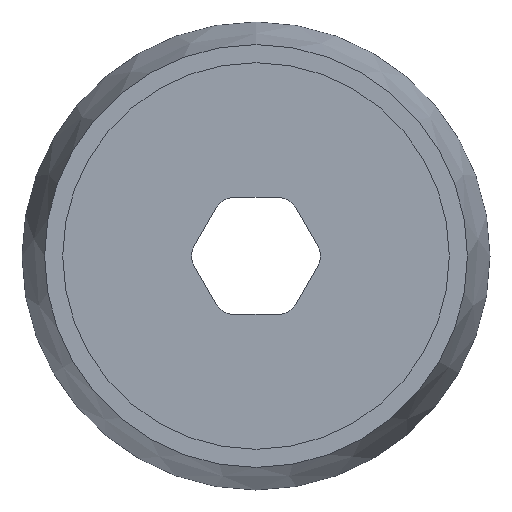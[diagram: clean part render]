
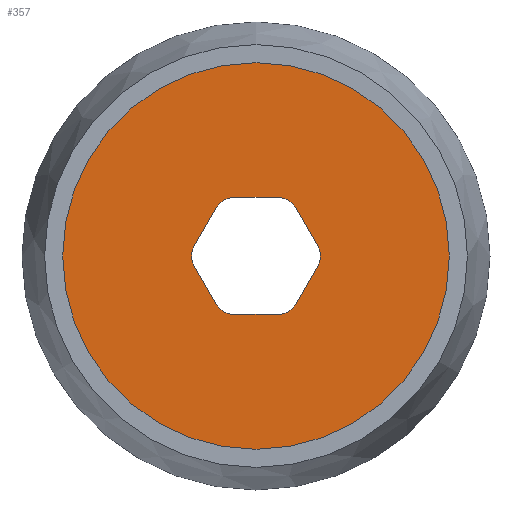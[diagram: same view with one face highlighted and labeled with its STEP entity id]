
A CAD part, left-side view. The second image highlights one B-rep face of the part: STEP entity #357.
In plain terms, the highlighted planar face has unit normal (-1, 0, 0).
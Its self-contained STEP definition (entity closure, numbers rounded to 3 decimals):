
#17=FACE_BOUND('',#74,.T.);
#30=PLANE('',#419);
#50=FACE_OUTER_BOUND('',#73,.T.);
#73=EDGE_LOOP('',(#300));
#74=EDGE_LOOP('',(#301,#302,#303,#304,#305,#306,#307,#308,#309,#310,#311,
#312));
#84=LINE('',#552,#112);
#88=LINE('',#564,#116);
#92=LINE('',#576,#120);
#95=LINE('',#587,#123);
#99=LINE('',#599,#127);
#102=LINE('',#608,#130);
#112=VECTOR('',#439,10.);
#116=VECTOR('',#451,10.);
#120=VECTOR('',#463,10.);
#123=VECTOR('',#474,10.);
#127=VECTOR('',#486,10.);
#130=VECTOR('',#497,10.);
#137=CIRCLE('',#386,2.);
#139=CIRCLE('',#390,2.);
#141=CIRCLE('',#394,2.);
#143=CIRCLE('',#398,2.);
#145=CIRCLE('',#402,2.);
#146=CIRCLE('',#405,2.);
#153=CIRCLE('',#418,19.);
#158=VERTEX_POINT('',#542);
#159=VERTEX_POINT('',#544);
#161=VERTEX_POINT('',#550);
#163=VERTEX_POINT('',#556);
#165=VERTEX_POINT('',#562);
#167=VERTEX_POINT('',#568);
#169=VERTEX_POINT('',#574);
#172=VERTEX_POINT('',#581);
#173=VERTEX_POINT('',#583);
#176=VERTEX_POINT('',#593);
#177=VERTEX_POINT('',#595);
#178=VERTEX_POINT('',#602);
#185=VERTEX_POINT('',#627);
#190=EDGE_CURVE('',#158,#159,#137,.T.);
#194=EDGE_CURVE('',#158,#161,#84,.T.);
#197=EDGE_CURVE('',#163,#161,#139,.T.);
#200=EDGE_CURVE('',#163,#165,#88,.T.);
#203=EDGE_CURVE('',#167,#165,#141,.T.);
#206=EDGE_CURVE('',#167,#169,#92,.T.);
#209=EDGE_CURVE('',#172,#173,#143,.T.);
#211=EDGE_CURVE('',#172,#159,#95,.T.);
#215=EDGE_CURVE('',#176,#177,#145,.T.);
#217=EDGE_CURVE('',#176,#173,#99,.T.);
#219=EDGE_CURVE('',#178,#169,#146,.T.);
#222=EDGE_CURVE('',#178,#177,#102,.T.);
#232=EDGE_CURVE('',#185,#185,#153,.T.);
#300=ORIENTED_EDGE('',*,*,#232,.T.);
#301=ORIENTED_EDGE('',*,*,#222,.T.);
#302=ORIENTED_EDGE('',*,*,#215,.F.);
#303=ORIENTED_EDGE('',*,*,#217,.T.);
#304=ORIENTED_EDGE('',*,*,#209,.F.);
#305=ORIENTED_EDGE('',*,*,#211,.T.);
#306=ORIENTED_EDGE('',*,*,#190,.F.);
#307=ORIENTED_EDGE('',*,*,#194,.T.);
#308=ORIENTED_EDGE('',*,*,#197,.F.);
#309=ORIENTED_EDGE('',*,*,#200,.T.);
#310=ORIENTED_EDGE('',*,*,#203,.F.);
#311=ORIENTED_EDGE('',*,*,#206,.T.);
#312=ORIENTED_EDGE('',*,*,#219,.F.);
#357=ADVANCED_FACE('',(#50,#17),#30,.T.);
#386=AXIS2_PLACEMENT_3D('',#545,#432,#433);
#390=AXIS2_PLACEMENT_3D('',#558,#445,#446);
#394=AXIS2_PLACEMENT_3D('',#570,#457,#458);
#398=AXIS2_PLACEMENT_3D('',#584,#469,#470);
#402=AXIS2_PLACEMENT_3D('',#596,#481,#482);
#405=AXIS2_PLACEMENT_3D('',#603,#490,#491);
#418=AXIS2_PLACEMENT_3D('',#629,#522,#523);
#419=AXIS2_PLACEMENT_3D('',#630,#524,#525);
#432=DIRECTION('center_axis',(-1.,0.,0.));
#433=DIRECTION('ref_axis',(0.,0.5,0.866));
#439=DIRECTION('',(0.,-1.,0.));
#445=DIRECTION('center_axis',(-1.,0.,0.));
#446=DIRECTION('ref_axis',(0.,-0.5,0.866));
#451=DIRECTION('',(0.,-0.5,-0.866));
#457=DIRECTION('center_axis',(-1.,0.,0.));
#458=DIRECTION('ref_axis',(0.,-1.,0.));
#463=DIRECTION('',(0.,0.5,-0.866));
#469=DIRECTION('center_axis',(-1.,0.,0.));
#470=DIRECTION('ref_axis',(0.,1.,0.));
#474=DIRECTION('',(0.,-0.5,0.866));
#481=DIRECTION('center_axis',(-1.,0.,0.));
#482=DIRECTION('ref_axis',(0.,0.5,-0.866));
#486=DIRECTION('',(0.,0.5,0.866));
#490=DIRECTION('center_axis',(-1.,0.,0.));
#491=DIRECTION('ref_axis',(0.,-0.5,-0.866));
#497=DIRECTION('',(0.,1.,0.));
#522=DIRECTION('center_axis',(-1.,0.,0.));
#523=DIRECTION('ref_axis',(0.,0.,1.));
#524=DIRECTION('center_axis',(-1.,0.,0.));
#525=DIRECTION('ref_axis',(0.,0.,1.));
#542=CARTESIAN_POINT('',(-3.,2.165,5.75));
#544=CARTESIAN_POINT('',(-3.,3.897,4.75));
#545=CARTESIAN_POINT('Origin',(-3.,2.165,3.75));
#550=CARTESIAN_POINT('',(-3.,-2.165,5.75));
#552=CARTESIAN_POINT('',(-3.,-1.66,5.75));
#556=CARTESIAN_POINT('',(-3.,-3.897,4.75));
#558=CARTESIAN_POINT('Origin',(-3.,-2.165,3.75));
#562=CARTESIAN_POINT('',(-3.,-6.062,1.));
#564=CARTESIAN_POINT('',(-3.,-7.054,-0.719));
#568=CARTESIAN_POINT('',(-3.,-6.062,-1.));
#570=CARTESIAN_POINT('Origin',(-3.,-4.33,0.));
#574=CARTESIAN_POINT('',(-3.,-3.897,-4.75));
#576=CARTESIAN_POINT('',(-3.,-2.905,-6.469));
#581=CARTESIAN_POINT('',(-3.,6.062,1.));
#583=CARTESIAN_POINT('',(-3.,6.062,-1.));
#584=CARTESIAN_POINT('Origin',(-3.,4.33,0.));
#587=CARTESIAN_POINT('',(-3.,5.395,2.156));
#593=CARTESIAN_POINT('',(-3.,3.897,-4.75));
#595=CARTESIAN_POINT('',(-3.,2.165,-5.75));
#596=CARTESIAN_POINT('Origin',(-3.,2.165,-3.75));
#599=CARTESIAN_POINT('',(-3.,4.565,-3.594));
#602=CARTESIAN_POINT('',(-3.,-2.165,-5.75));
#603=CARTESIAN_POINT('Origin',(-3.,-2.165,-3.75));
#608=CARTESIAN_POINT('',(-3.,1.66,-5.75));
#627=CARTESIAN_POINT('',(-3.,0.,19.));
#629=CARTESIAN_POINT('Origin',(-3.,0.,0.));
#630=CARTESIAN_POINT('Origin',(-3.,0.,-5.75));
